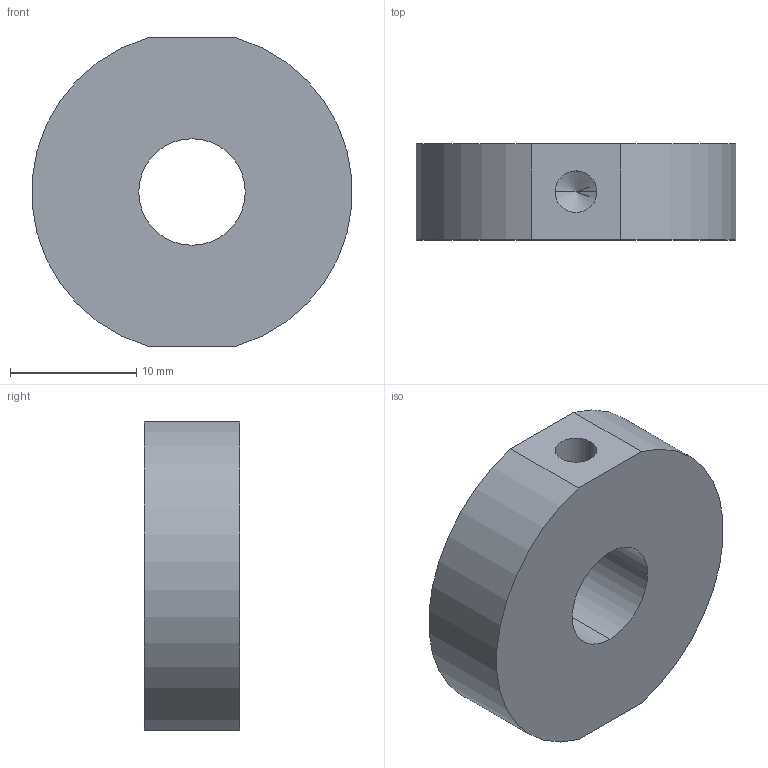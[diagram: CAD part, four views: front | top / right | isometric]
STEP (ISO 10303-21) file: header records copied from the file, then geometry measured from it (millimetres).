
FILE_DESCRIPTION (( 'STEP AP203' ), '1' );
FILE_NAME ('04CLH-1M.STEP', '2016-03-03T03:27:58', ( '' ), ( '' ), 'SwSTEP 2.0', 'SolidWorks 2016', '' );
FILE_SCHEMA (( 'CONFIG_CONTROL_DESIGN' ));
Length unit declared in the file: millimetre
Products named in the file (1): 04CLH-1M
Bounding box: 25.31 x 7.6 x 24.4 mm (x, y, z)
Volume: 3237.5 mm3; surface area: 1833.4 mm2
Topology: 1 solids, 1 shells, 16 faces, 38 edges, 22 vertices
Faces by surface type: cylinder 8, cone 4, plane 4
Entity records: 519 total; most frequent: DIRECTION 84, CARTESIAN_POINT 73, ORIENTED_EDGE 68, EDGE_CURVE 34, AXIS2_PLACEMENT_3D 33, VERTEX_POINT 22, EDGE_LOOP 20, LINE 18
